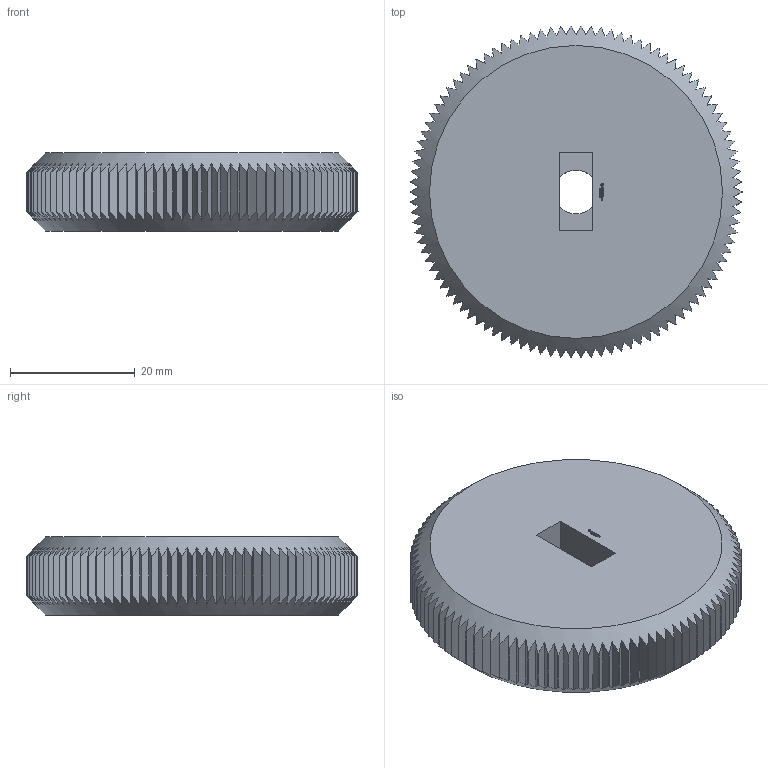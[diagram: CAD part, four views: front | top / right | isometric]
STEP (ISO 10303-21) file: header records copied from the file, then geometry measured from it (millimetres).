
FILE_DESCRIPTION(('FreeCAD Model'),'2;1');
FILE_NAME('Open CASCADE Shape Model','2024-01-03T18:26:04',(''),(''), 'Open CASCADE STEP processor 7.6','FreeCAD','Unknown');
FILE_SCHEMA(('AUTOMOTIVE_DESIGN { 1 0 10303 214 1 1 1 1 }'));
Products named in the file (1): Knob KNR BVD SCR ISR BU01.00x04.25 - SPN-KNB-0012 (stemfie.org)
Bounding box: 53.12 x 53.1 x 12.5 mm (x, y, z)
Volume: 24609.2 mm3; surface area: 7348.2 mm2
Topology: 1 solids, 1 shells, 782 faces, 2238 edges, 1490 vertices
Faces by surface type: plane 530, extrusion 144, cylinder 104, cone 4
Entity records: 56248 total; most frequent: CARTESIAN_POINT 12499, DIRECTION 7770, VECTOR 4828, LINE 4684, ORIENTED_EDGE 4476, PCURVE 4476, DEFINITIONAL_REPRESENTATION 4476, EDGE_CURVE 2238
